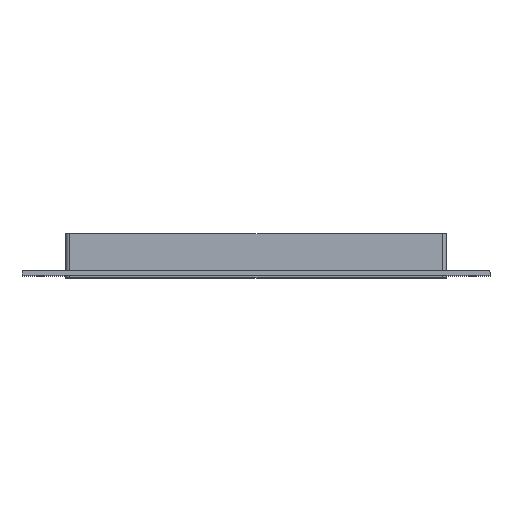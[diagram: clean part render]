
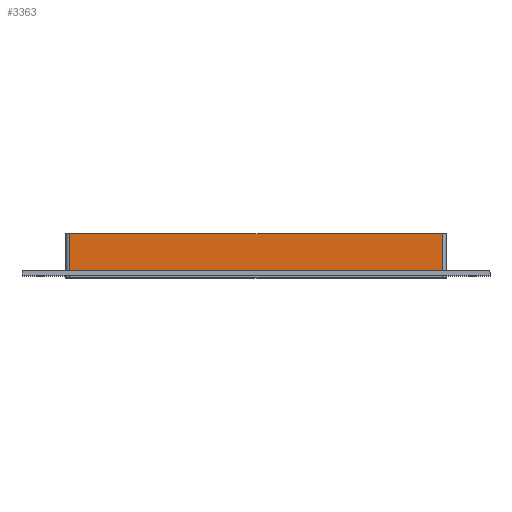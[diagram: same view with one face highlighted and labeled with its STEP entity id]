
A CAD part, top view. The second image highlights one B-rep face of the part: STEP entity #3363.
In plain terms, the highlighted planar face has unit normal (0, 0, 1).
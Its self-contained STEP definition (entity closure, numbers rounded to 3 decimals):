
#1523=CARTESIAN_POINT('',(-256.0,57.0,345.0));
#1524=VERTEX_POINT('',#1523);
#1532=CARTESIAN_POINT('',(256.,57.0,345.0));
#1533=VERTEX_POINT('',#1532);
#1534=CARTESIAN_POINT('',(-256.0,57.0,345.0));
#1535=DIRECTION('',(1.0,0.0,0.0));
#1536=VECTOR('',#1535,512.0);
#1537=LINE('',#1534,#1536);
#1538=EDGE_CURVE('',#1524,#1533,#1537,.T.);
#2783=CARTESIAN_POINT('',(256.,6.,345.0));
#2784=VERTEX_POINT('',#2783);
#2792=CARTESIAN_POINT('',(-256.0,6.,345.0));
#2793=VERTEX_POINT('',#2792);
#2794=CARTESIAN_POINT('',(-256.0,6.,345.0));
#2795=DIRECTION('',(1.0,0.0,0.0));
#2796=VECTOR('',#2795,512.0);
#2797=LINE('',#2794,#2796);
#2798=EDGE_CURVE('',#2793,#2784,#2797,.T.);
#3127=CARTESIAN_POINT('',(256.,57.0,345.0));
#3128=DIRECTION('',(0.0,-1.0,0.0));
#3129=VECTOR('',#3128,51.0);
#3130=LINE('',#3127,#3129);
#3131=EDGE_CURVE('',#1533,#2784,#3130,.T.);
#3341=CARTESIAN_POINT('',(-256.0,6.,345.0));
#3342=DIRECTION('',(0.0,1.0,0.0));
#3343=VECTOR('',#3342,51.0);
#3344=LINE('',#3341,#3343);
#3345=EDGE_CURVE('',#2793,#1524,#3344,.T.);
#3352=CARTESIAN_POINT('',(-262.0,0.0,345.0));
#3353=DIRECTION('',(0.0,0.0,1.0));
#3354=DIRECTION('',(1.0,0.0,0.0));
#3355=AXIS2_PLACEMENT_3D('',#3352,#3353,#3354);
#3356=PLANE('',#3355);
#3357=ORIENTED_EDGE('',*,*,#2798,.T.);
#3358=ORIENTED_EDGE('',*,*,#3131,.F.);
#3359=ORIENTED_EDGE('',*,*,#1538,.F.);
#3360=ORIENTED_EDGE('',*,*,#3345,.F.);
#3361=EDGE_LOOP('',(#3357,#3358,#3359,#3360));
#3362=FACE_OUTER_BOUND('',#3361,.T.);
#3363=ADVANCED_FACE('',(#3362),#3356,.T.);
